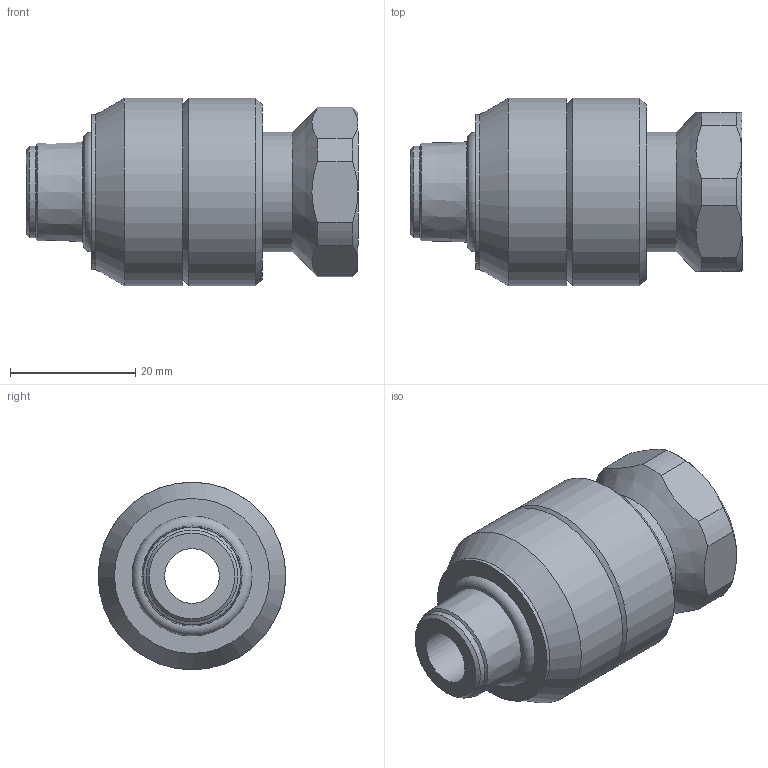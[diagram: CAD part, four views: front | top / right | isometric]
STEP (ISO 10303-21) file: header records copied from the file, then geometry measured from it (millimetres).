
FILE_DESCRIPTION(/* description */ (''),/* implementation_level */ '2;1');
FILE_NAME(/* name */ 'MIT062061.stp',/* time_stamp */ '2016-08-15T10:32:56-05:00',/* author */ ('scottg'),/* organization */ ('FasTest,Inc.'),/* preprocessor_version */ 'ST-DEVELOPER v16.1',/* originating_system */ 'Autodesk Inventor 2016',/* authorisation */ '');
FILE_SCHEMA (('AUTOMOTIVE_DESIGN { 1 0 10303 214 3 1 1 }'));
Length unit declared in the file: inch
Products named in the file (1): MIT062061
Bounding box: 53.04 x 29.97 x 29.97 mm (x, y, z)
Volume: 22324.7 mm3; surface area: 7478.1 mm2
Topology: 1 solids, 2 shells, 47 faces, 106 edges, 66 vertices
Faces by surface type: cone 18, cylinder 14, plane 13, torus 2
Full cylindrical faces by diameter (mm): 8.738 x1, 13.894 x2, 14.681 x1, 19.05 x1, 24.765 x1, 29.972 x2
Entity records: 1205 total; most frequent: CARTESIAN_POINT 216, DIRECTION 198, ORIENTED_EDGE 152, AXIS2_PLACEMENT_3D 93, EDGE_LOOP 76, EDGE_CURVE 75, VERTEX_POINT 57, FACE_OUTER_BOUND 47
